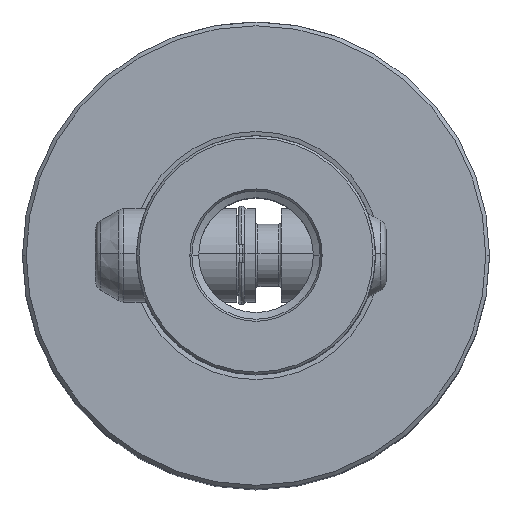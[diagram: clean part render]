
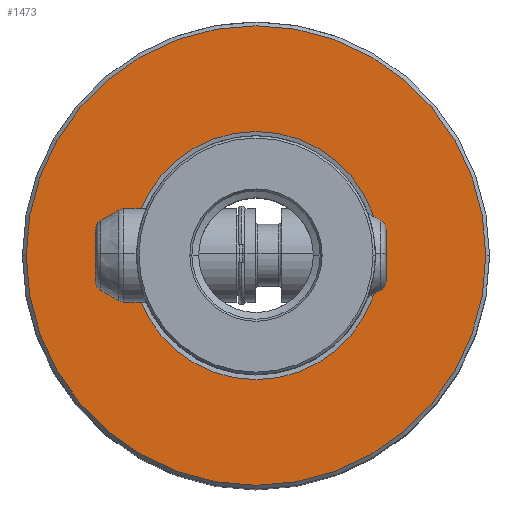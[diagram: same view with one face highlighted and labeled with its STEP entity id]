
A CAD part, top view. The second image highlights one B-rep face of the part: STEP entity #1473.
In plain terms, the highlighted planar face has unit normal (0, 0, 1).
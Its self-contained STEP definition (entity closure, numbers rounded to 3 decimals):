
#901=EDGE_CURVE('NONE',#2405,#2011,#2564,.T.);
#911=VERTEX_POINT('NONE',#2576);
#1209=VERTEX_POINT('NONE',#2904);
#1233=EDGE_CURVE('NONE',#2011,#2405,#2929,.T.);
#1381=EDGE_CURVE('NONE',#911,#1209,#3096,.T.);
#1473=ADVANCED_FACE('NONE',(#3197,#3198),#3199,.T.);
#1619=EDGE_CURVE('NONE',#1209,#911,#3362,.T.);
#2011=VERTEX_POINT('NONE',#3802);
#2405=VERTEX_POINT('NONE',#4245);
#2564=CIRCLE('',#4448,44.275);
#2576=CARTESIAN_POINT('',(23.899,0.0,0.));
#2904=CARTESIAN_POINT('',(-23.899,0.,0.));
#2929=CIRCLE('',#5215,44.275);
#3096=CIRCLE('',#5441,23.899);
#3197=FACE_OUTER_BOUND('',#5712,.T.);
#3198=FACE_BOUND('',#5713,.T.);
#3199=PLANE('',#5714);
#3362=CIRCLE('',#6034,23.899);
#3802=CARTESIAN_POINT('',(44.275,0.,0.));
#4245=CARTESIAN_POINT('',(-44.275,0.0,0.));
#4448=AXIS2_PLACEMENT_3D('',#7805,#7806,#7807);
#5215=AXIS2_PLACEMENT_3D('',#8249,#8250,#8251);
#5441=AXIS2_PLACEMENT_3D('',#8461,#8462,#8463);
#5712=EDGE_LOOP('',(#8580,#8581));
#5713=EDGE_LOOP('',(#8582,#8583));
#5714=AXIS2_PLACEMENT_3D('',#8584,#8585,#8586);
#6034=AXIS2_PLACEMENT_3D('',#8775,#8776,#8777);
#7805=CARTESIAN_POINT('',(0.0,0.0,0.));
#7806=DIRECTION('',(0.0,0.0,1.0));
#7807=DIRECTION('',(1.0,0.0,0.0));
#8249=CARTESIAN_POINT('',(0.0,0.0,0.));
#8250=DIRECTION('',(0.0,0.0,1.0));
#8251=DIRECTION('',(1.0,0.0,0.0));
#8461=CARTESIAN_POINT('',(0.0,0.0,0.));
#8462=DIRECTION('',(0.0,0.0,1.0));
#8463=DIRECTION('',(1.0,0.0,0.0));
#8580=ORIENTED_EDGE('',*,*,#901,.T.);
#8581=ORIENTED_EDGE('',*,*,#1233,.T.);
#8582=ORIENTED_EDGE('',*,*,#1381,.F.);
#8583=ORIENTED_EDGE('',*,*,#1619,.F.);
#8584=CARTESIAN_POINT('',(0.0,45.0,0.));
#8585=DIRECTION('',(0.0,0.0,1.0));
#8586=DIRECTION('',(1.0,0.0,0.0));
#8775=CARTESIAN_POINT('',(0.0,0.0,0.));
#8776=DIRECTION('',(0.0,0.0,1.0));
#8777=DIRECTION('',(1.0,0.0,0.0));
